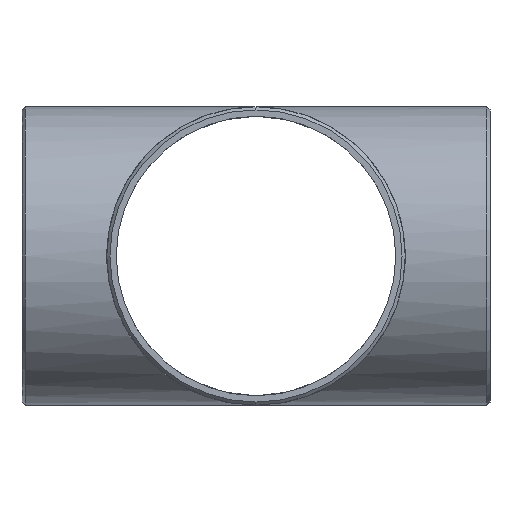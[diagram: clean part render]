
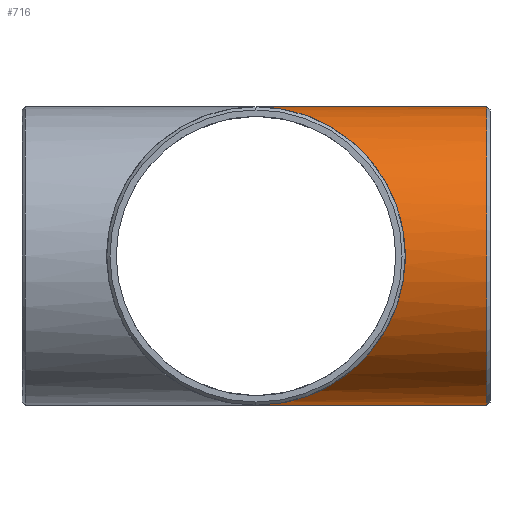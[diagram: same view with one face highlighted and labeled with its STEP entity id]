
A CAD part, left-side view. The second image highlights one B-rep face of the part: STEP entity #716.
In plain terms, the highlighted cylindrical face has radius 162 mm (diameter 324 mm), a partial arc.
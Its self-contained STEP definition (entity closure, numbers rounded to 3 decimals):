
#17 = VERTEX_POINT ( 'NONE', #236 ) ;
#27 = CARTESIAN_POINT ( 'NONE',  ( 0., -254., 0. ) ) ;
#48 = FACE_OUTER_BOUND ( 'NONE', #553, .T. ) ;
#85 = LINE ( 'NONE', #441, #345 ) ;
#97 = CARTESIAN_POINT ( 'NONE',  ( 0., 0., 162. ) ) ;
#99 = CARTESIAN_POINT ( 'NONE',  ( 0., 0., -162. ) ) ;
#138 =( BOUNDED_CURVE ( )  B_SPLINE_CURVE ( 3, ( #408, #579, #721, #401 ),
 .UNSPECIFIED., .F., .T. ) 
 B_SPLINE_CURVE_WITH_KNOTS ( ( 4, 4 ),
 ( 4.712, 7.854 ),
 .UNSPECIFIED. ) 
 CURVE ( )  GEOMETRIC_REPRESENTATION_ITEM ( )  RATIONAL_B_SPLINE_CURVE ( ( 1., 0.333, 0.333, 1. ) ) 
 REPRESENTATION_ITEM ( '' )  );
#218 = ORIENTED_EDGE ( 'NONE', *, *, #755, .F. ) ;
#221 = AXIS2_PLACEMENT_3D ( 'NONE', #355, #411, #403 ) ;
#236 = CARTESIAN_POINT ( 'NONE',  ( 0., -250.563, 162. ) ) ;
#276 = CARTESIAN_POINT ( 'NONE',  ( 0., -250.563, -162. ) ) ;
#288 = EDGE_CURVE ( 'NONE', #17, #619, #778, .T. ) ;
#298 = DIRECTION ( 'NONE',  ( 0., 1., 0. ) ) ;
#345 = VECTOR ( 'NONE', #703, 1000. ) ;
#346 = AXIS2_PLACEMENT_3D ( 'NONE', #27, #712, #511 ) ;
#355 = CARTESIAN_POINT ( 'NONE',  ( 0., -250.563, 0. ) ) ;
#398 = VECTOR ( 'NONE', #298, 1000. ) ;
#401 = CARTESIAN_POINT ( 'NONE',  ( 0., 0., 162. ) ) ;
#403 = DIRECTION ( 'NONE',  ( 0., 0., -1. ) ) ;
#408 = CARTESIAN_POINT ( 'NONE',  ( 0., 0., -162. ) ) ;
#409 = EDGE_CURVE ( 'NONE', #410, #740, #85, .T. ) ;
#410 = VERTEX_POINT ( 'NONE', #276 ) ;
#411 = DIRECTION ( 'NONE',  ( 0., 1., 0. ) ) ;
#441 = CARTESIAN_POINT ( 'NONE',  ( 0., -254., -162. ) ) ;
#469 = ORIENTED_EDGE ( 'NONE', *, *, #288, .T. ) ;
#475 = CIRCLE ( 'NONE', #221, 162. ) ;
#497 = ORIENTED_EDGE ( 'NONE', *, *, #786, .T. ) ;
#511 = DIRECTION ( 'NONE',  ( 0., 0., -1. ) ) ;
#523 = CYLINDRICAL_SURFACE ( 'NONE', #346, 162. ) ;
#525 = ORIENTED_EDGE ( 'NONE', *, *, #409, .F. ) ;
#553 = EDGE_LOOP ( 'NONE', ( #497, #469, #218, #525 ) ) ;
#579 = CARTESIAN_POINT ( 'NONE',  ( -324., -324., -162. ) ) ;
#619 = VERTEX_POINT ( 'NONE', #97 ) ;
#703 = DIRECTION ( 'NONE',  ( 0., 1., 0. ) ) ;
#712 = DIRECTION ( 'NONE',  ( 0., 1., 0. ) ) ;
#716 = ADVANCED_FACE ( 'NONE', ( #48 ), #523, .T. ) ;
#719 = CARTESIAN_POINT ( 'NONE',  ( 0., -254., 162. ) ) ;
#721 = CARTESIAN_POINT ( 'NONE',  ( -324., -324., 162. ) ) ;
#740 = VERTEX_POINT ( 'NONE', #99 ) ;
#755 = EDGE_CURVE ( 'NONE', #740, #619, #138, .T. ) ;
#778 = LINE ( 'NONE', #719, #398 ) ;
#786 = EDGE_CURVE ( 'NONE', #410, #17, #475, .T. ) ;
